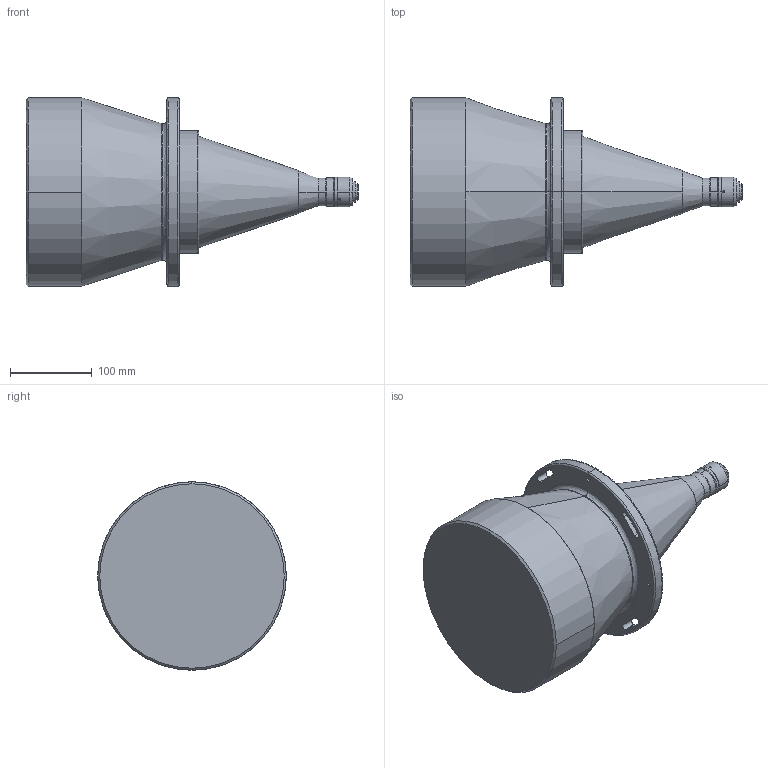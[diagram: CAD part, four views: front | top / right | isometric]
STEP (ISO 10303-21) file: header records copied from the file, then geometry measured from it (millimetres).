
FILE_DESCRIPTION (( 'STEP AP203' ), '1' );
FILE_NAME ('DTCM125-190-AL.STEP', '2019-11-13T03:44:24', ( 'Windows 蚚誧' ), ( '' ), 'SwSTEP 2.0', 'SolidWorks 2017', '' );
FILE_SCHEMA (( 'CONFIG_CONTROL_DESIGN' ));
Length unit declared in the file: millimetre
Products named in the file (1): DTCM125-190-AL
Bounding box: 405.2 x 230 x 230 mm (x, y, z)
Volume: 8018056.7 mm3; surface area: 274998.3 mm2
Topology: 1 solids, 1 shells, 105 faces, 252 edges, 153 vertices
Faces by surface type: cylinder 56, cone 26, bspline 14, plane 9
Entity records: 3933 total; most frequent: CARTESIAN_POINT 1429, DIRECTION 538, ORIENTED_EDGE 492, EDGE_CURVE 246, AXIS2_PLACEMENT_3D 228, VERTEX_POINT 153, CIRCLE 136, EDGE_LOOP 131
